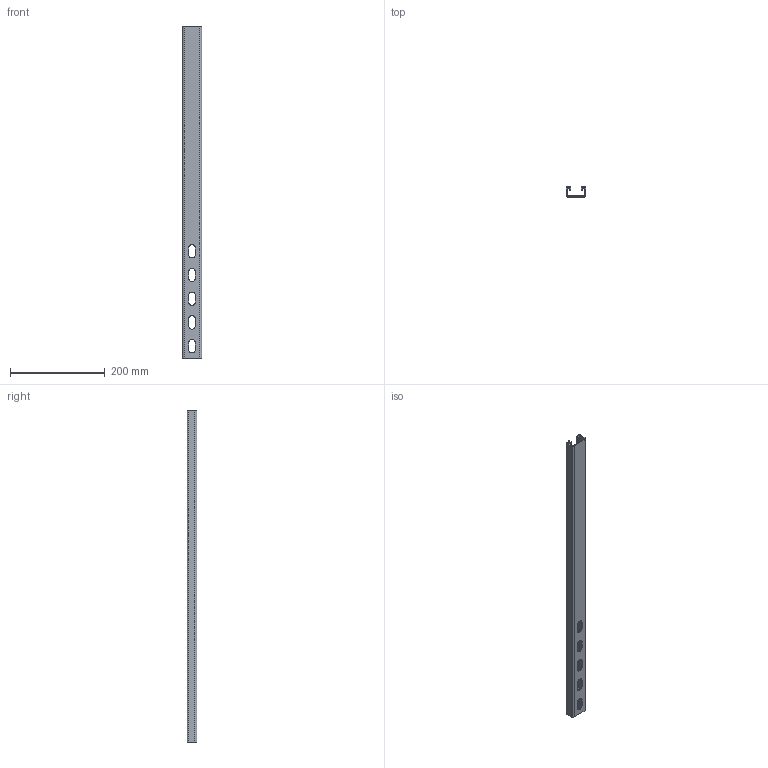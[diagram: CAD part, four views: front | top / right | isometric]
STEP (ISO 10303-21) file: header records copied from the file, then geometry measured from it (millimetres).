
FILE_DESCRIPTION (( 'STEP AP214' ), '1' );
FILE_NAME ('1122958.STEP', '2026-02-09T08:57:09', ( '' ), ( '' ), 'SwSTEP 2.0', 'SolidWorks 2024', '' );
FILE_SCHEMA (( 'AUTOMOTIVE_DESIGN' ));
Length unit declared in the file: millimetre
Products named in the file (1): 1122958
Bounding box: 41 x 21 x 700 mm (x, y, z)
Volume: 129410.9 mm3; surface area: 137524.1 mm2
Topology: 1 solids, 1 shells, 468 faces, 1179 edges, 778 vertices
Faces by surface type: plane 267, cylinder 201
Entity records: 14136 total; most frequent: DIRECTION 2519, CARTESIAN_POINT 2426, ORIENTED_EDGE 2358, EDGE_CURVE 1179, AXIS2_PLACEMENT_3D 871, VERTEX_POINT 778, VECTOR 777, LINE 777
